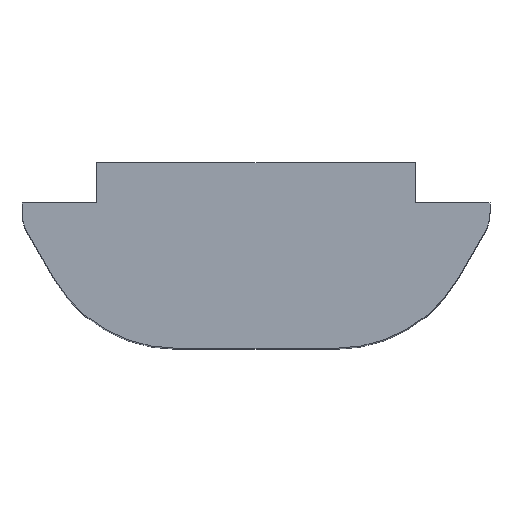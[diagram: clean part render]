
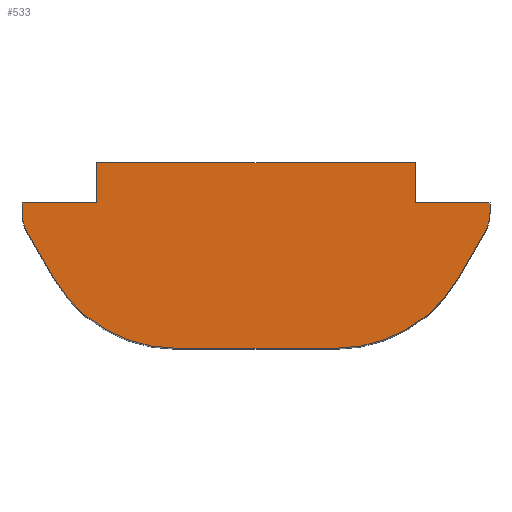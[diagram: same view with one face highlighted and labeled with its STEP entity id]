
A CAD part, top view. The second image highlights one B-rep face of the part: STEP entity #533.
In plain terms, the highlighted planar face has unit normal (0, 0, 1).
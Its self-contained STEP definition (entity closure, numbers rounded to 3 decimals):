
#11 = CARTESIAN_POINT ( 'NONE',  ( -5.8, -1., 16. ) ) ;
#14 = PLANE ( 'NONE',  #607 ) ;
#24 = CARTESIAN_POINT ( 'NONE',  ( 5.8, -1.2, 16. ) ) ;
#26 = CIRCLE ( 'NONE', #377, 1. ) ;
#31 = CARTESIAN_POINT ( 'NONE',  ( 5.666, -1.732, 16. ) ) ;
#34 = DIRECTION ( 'NONE',  ( -1., 0., 0. ) ) ;
#38 = CARTESIAN_POINT ( 'NONE',  ( -5.021, -2.85, 16. ) ) ;
#62 = EDGE_CURVE ( 'NONE', #241, #230, #134, .T. ) ;
#71 = ORIENTED_EDGE ( 'NONE', *, *, #168, .F. ) ;
#72 = EDGE_CURVE ( 'NONE', #412, #80, #427, .T. ) ;
#76 = CARTESIAN_POINT ( 'NONE',  ( 0.75, 0., 16. ) ) ;
#78 = VECTOR ( 'NONE', #130, 1000. ) ;
#80 = VERTEX_POINT ( 'NONE', #617 ) ;
#85 = VECTOR ( 'NONE', #575, 1000. ) ;
#88 = DIRECTION ( 'NONE',  ( 0., -1., 0. ) ) ;
#94 = DIRECTION ( 'NONE',  ( 0., 0., -1. ) ) ;
#97 = ORIENTED_EDGE ( 'NONE', *, *, #554, .T. ) ;
#102 = ORIENTED_EDGE ( 'NONE', *, *, #117, .F. ) ;
#112 = CARTESIAN_POINT ( 'NONE',  ( -5.8, -1.232, 16. ) ) ;
#117 = EDGE_CURVE ( 'NONE', #156, #527, #443, .T. ) ;
#119 = ORIENTED_EDGE ( 'NONE', *, *, #189, .F. ) ;
#120 = VERTEX_POINT ( 'NONE', #187 ) ;
#121 = ORIENTED_EDGE ( 'NONE', *, *, #474, .T. ) ;
#130 = DIRECTION ( 'NONE',  ( 1., 0., 0. ) ) ;
#132 = DIRECTION ( 'NONE',  ( -0.5, -0.866, 0. ) ) ;
#134 = LINE ( 'NONE', #31, #409 ) ;
#144 = CARTESIAN_POINT ( 'NONE',  ( 5.666, -1.732, 16. ) ) ;
#150 = AXIS2_PLACEMENT_3D ( 'NONE', #190, #181, #684 ) ;
#152 = AXIS2_PLACEMENT_3D ( 'NONE', #473, #94, #34 ) ;
#156 = VERTEX_POINT ( 'NONE', #191 ) ;
#158 = EDGE_CURVE ( 'NONE', #221, #384, #697, .T. ) ;
#168 = EDGE_CURVE ( 'NONE', #527, #120, #309, .T. ) ;
#172 = ORIENTED_EDGE ( 'NONE', *, *, #577, .F. ) ;
#176 = CARTESIAN_POINT ( 'NONE',  ( 0., 0., 16. ) ) ;
#181 = DIRECTION ( 'NONE',  ( 0., 0., 1. ) ) ;
#184 = LINE ( 'NONE', #235, #209 ) ;
#187 = CARTESIAN_POINT ( 'NONE',  ( 3.95, -1., 16. ) ) ;
#189 = EDGE_CURVE ( 'NONE', #384, #454, #572, .T. ) ;
#190 = CARTESIAN_POINT ( 'NONE',  ( -1.989, -1.1, 16. ) ) ;
#191 = CARTESIAN_POINT ( 'NONE',  ( -3.95, 0., 16. ) ) ;
#200 = CARTESIAN_POINT ( 'NONE',  ( 5.8, -1., 16. ) ) ;
#201 = VECTOR ( 'NONE', #88, 1000. ) ;
#209 = VECTOR ( 'NONE', #335, 1000. ) ;
#213 = ORIENTED_EDGE ( 'NONE', *, *, #448, .T. ) ;
#214 = CARTESIAN_POINT ( 'NONE',  ( -5.666, -1.732, 16. ) ) ;
#217 = DIRECTION ( 'NONE',  ( -1., 0., 0. ) ) ;
#218 = VECTOR ( 'NONE', #465, 1000. ) ;
#221 = VERTEX_POINT ( 'NONE', #650 ) ;
#224 = DIRECTION ( 'NONE',  ( -1., 0., 0. ) ) ;
#230 = VERTEX_POINT ( 'NONE', #596 ) ;
#231 = EDGE_LOOP ( 'NONE', ( #445, #71, #102, #213, #344, #250, #119, #566, #97, #593, #121, #354, #242, #172 ) ) ;
#235 = CARTESIAN_POINT ( 'NONE',  ( -3.95, 0., 16. ) ) ;
#241 = VERTEX_POINT ( 'NONE', #144 ) ;
#242 = ORIENTED_EDGE ( 'NONE', *, *, #645, .F. ) ;
#247 = LINE ( 'NONE', #560, #280 ) ;
#250 = ORIENTED_EDGE ( 'NONE', *, *, #310, .F. ) ;
#253 = DIRECTION ( 'NONE',  ( 0., 0., -1. ) ) ;
#269 = DIRECTION ( 'NONE',  ( 0., 1., 0. ) ) ;
#279 = DIRECTION ( 'NONE',  ( 0., 0., 1. ) ) ;
#280 = VECTOR ( 'NONE', #217, 1000. ) ;
#309 = LINE ( 'NONE', #685, #201 ) ;
#310 = EDGE_CURVE ( 'NONE', #454, #541, #382, .T. ) ;
#312 = VERTEX_POINT ( 'NONE', #389 ) ;
#330 = CARTESIAN_POINT ( 'NONE',  ( 3.95, 0., 16. ) ) ;
#334 = CARTESIAN_POINT ( 'NONE',  ( 1.989, -1.1, 16. ) ) ;
#335 = DIRECTION ( 'NONE',  ( 0., -1., 0. ) ) ;
#340 = VECTOR ( 'NONE', #581, 1000. ) ;
#344 = ORIENTED_EDGE ( 'NONE', *, *, #400, .T. ) ;
#348 = CARTESIAN_POINT ( 'NONE',  ( 0., -1., 16. ) ) ;
#352 = FACE_OUTER_BOUND ( 'NONE', #231, .T. ) ;
#354 = ORIENTED_EDGE ( 'NONE', *, *, #62, .F. ) ;
#364 = LINE ( 'NONE', #24, #218 ) ;
#377 = AXIS2_PLACEMENT_3D ( 'NONE', #643, #253, #582 ) ;
#382 = LINE ( 'NONE', #493, #420 ) ;
#384 = VERTEX_POINT ( 'NONE', #214 ) ;
#389 = CARTESIAN_POINT ( 'NONE',  ( 5.8, -1.232, 16. ) ) ;
#400 = EDGE_CURVE ( 'NONE', #567, #541, #247, .T. ) ;
#409 = VECTOR ( 'NONE', #132, 1000. ) ;
#412 = VERTEX_POINT ( 'NONE', #496 ) ;
#418 = CIRCLE ( 'NONE', #424, 3.5 ) ;
#420 = VECTOR ( 'NONE', #269, 1000. ) ;
#424 = AXIS2_PLACEMENT_3D ( 'NONE', #334, #279, #224 ) ;
#427 = LINE ( 'NONE', #680, #78 ) ;
#443 = LINE ( 'NONE', #76, #705 ) ;
#445 = ORIENTED_EDGE ( 'NONE', *, *, #597, .T. ) ;
#448 = EDGE_CURVE ( 'NONE', #156, #567, #184, .T. ) ;
#454 = VERTEX_POINT ( 'NONE', #112 ) ;
#463 = CARTESIAN_POINT ( 'NONE',  ( -3.95, -1., 16. ) ) ;
#465 = DIRECTION ( 'NONE',  ( 0., -1., 0. ) ) ;
#466 = DIRECTION ( 'NONE',  ( 1., 0., 0. ) ) ;
#473 = CARTESIAN_POINT ( 'NONE',  ( -4.8, -1.232, 16. ) ) ;
#474 = EDGE_CURVE ( 'NONE', #80, #230, #418, .T. ) ;
#478 = LINE ( 'NONE', #348, #85 ) ;
#493 = CARTESIAN_POINT ( 'NONE',  ( -5.8, -1.232, 16. ) ) ;
#496 = CARTESIAN_POINT ( 'NONE',  ( -1.989, -4.6, 16. ) ) ;
#514 = CIRCLE ( 'NONE', #150, 3.5 ) ;
#527 = VERTEX_POINT ( 'NONE', #330 ) ;
#533 = ADVANCED_FACE ( 'NONE', ( #352 ), #14, .T. ) ;
#541 = VERTEX_POINT ( 'NONE', #11 ) ;
#554 = EDGE_CURVE ( 'NONE', #221, #412, #514, .T. ) ;
#560 = CARTESIAN_POINT ( 'NONE',  ( 0., -1., 16. ) ) ;
#566 = ORIENTED_EDGE ( 'NONE', *, *, #158, .F. ) ;
#567 = VERTEX_POINT ( 'NONE', #463 ) ;
#571 = DIRECTION ( 'NONE',  ( 0., 0., 1. ) ) ;
#572 = CIRCLE ( 'NONE', #152, 1. ) ;
#575 = DIRECTION ( 'NONE',  ( -1., 0., 0. ) ) ;
#577 = EDGE_CURVE ( 'NONE', #631, #312, #364, .T. ) ;
#581 = DIRECTION ( 'NONE',  ( -0.5, 0.866, 0. ) ) ;
#582 = DIRECTION ( 'NONE',  ( -1., 0., 0. ) ) ;
#593 = ORIENTED_EDGE ( 'NONE', *, *, #72, .T. ) ;
#596 = CARTESIAN_POINT ( 'NONE',  ( 5.021, -2.85, 16. ) ) ;
#597 = EDGE_CURVE ( 'NONE', #631, #120, #478, .T. ) ;
#607 = AXIS2_PLACEMENT_3D ( 'NONE', #176, #571, #616 ) ;
#616 = DIRECTION ( 'NONE',  ( 1., 0., 0. ) ) ;
#617 = CARTESIAN_POINT ( 'NONE',  ( 1.989, -4.6, 16. ) ) ;
#631 = VERTEX_POINT ( 'NONE', #200 ) ;
#643 = CARTESIAN_POINT ( 'NONE',  ( 4.8, -1.232, 16. ) ) ;
#645 = EDGE_CURVE ( 'NONE', #312, #241, #26, .T. ) ;
#650 = CARTESIAN_POINT ( 'NONE',  ( -5.021, -2.85, 16. ) ) ;
#680 = CARTESIAN_POINT ( 'NONE',  ( 0., -4.6, 16. ) ) ;
#684 = DIRECTION ( 'NONE',  ( -1., 0., 0. ) ) ;
#685 = CARTESIAN_POINT ( 'NONE',  ( 3.95, -0.2, 16. ) ) ;
#697 = LINE ( 'NONE', #38, #340 ) ;
#705 = VECTOR ( 'NONE', #466, 1000. ) ;
